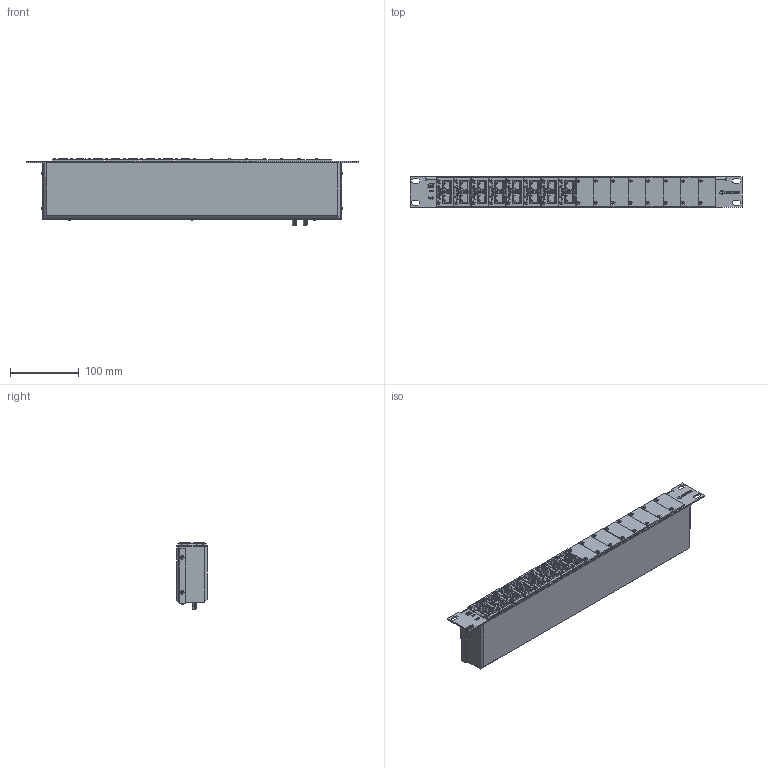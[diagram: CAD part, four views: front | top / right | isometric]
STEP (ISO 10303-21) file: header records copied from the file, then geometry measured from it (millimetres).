
FILE_DESCRIPTION (( 'STEP AP214' ), '1' );
FILE_NAME ('1101-977-E.STEP', '2019-01-16T20:19:27', ( '' ), ( '' ), 'SwSTEP 2.0', 'SolidWorks 2018', '' );
FILE_SCHEMA (( 'AUTOMOTIVE_DESIGN' ));
Length unit declared in the file: inch
Products named in the file (116): 2004-172^2004-172-5; 2102-311; PEM SO-440-10 ZI--S_PEM SO-440-10 ZI--S; 2102-306; 2500-286; 1000-1254 top^1000-1254; 121-500-001; 1101-977-E; PEM SO-440-10 ZI--S; 2250-916-NF; 1000-1268-NFWOP; PEM FH-0420-8; 2004-172-4; 1000-1254 Base^1000-1254_Base_1000-1254; 1000-1254; 2004-172-5; 121-500-001_.175 Mat''l Thickness; 1000-1254_Base^1000-1254
Assembly tree (116 placements, depth 4):
  2004-172^2004-172-5
  2500-286
  1000-1254 top^1000-1254
  2500-286
  121-500-001
Bounding box: 482.6 x 44.45 x 97.25 mm (x, y, z)
Volume: 295982.3 mm3; surface area: 309216.1 mm2
Topology: 98 solids, 98 shells, 10358 faces, 27116 edges, 17548 vertices
Faces by surface type: plane 4796, cylinder 3266, bspline 1046, cone 892, torus 294, sphere 64
Entity records: 77188 total; most frequent: CARTESIAN_POINT 26249, ORIENTED_EDGE 8430, DIRECTION 7349, EDGE_CURVE 4215, LINE 2715, VECTOR 2715, VERTEX_POINT 2682, AXIS2_PLACEMENT_3D 2317
